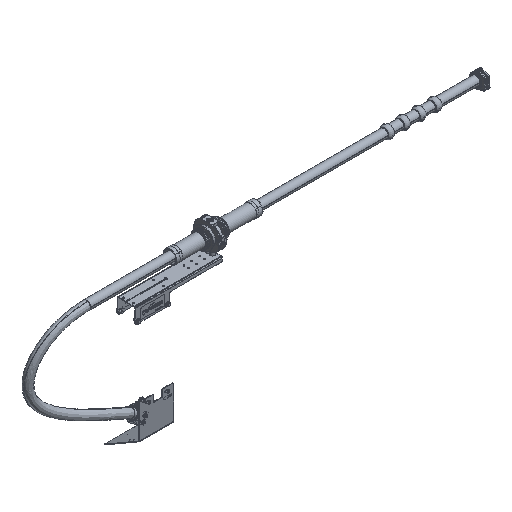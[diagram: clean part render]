
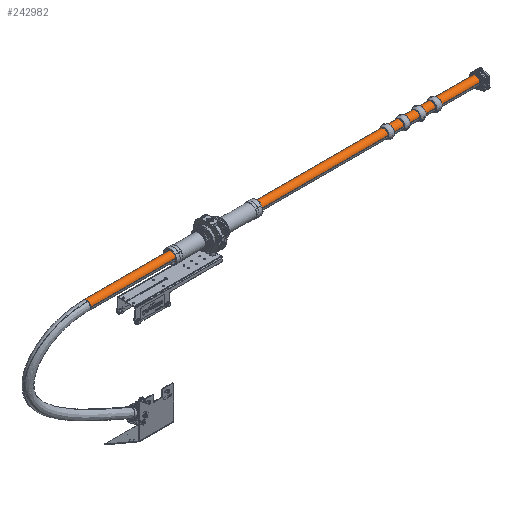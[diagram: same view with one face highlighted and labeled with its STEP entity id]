
A CAD part, isometric view. The second image highlights one B-rep face of the part: STEP entity #242982.
In plain terms, the highlighted cylindrical face has radius 27 mm (diameter 54 mm), a partial arc.
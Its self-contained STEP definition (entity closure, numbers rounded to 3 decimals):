
#47 = DIRECTION ( 'NONE',  ( 1., 0., 0. ) ) ;
#3126 = DIRECTION ( 'NONE',  ( 0., 0.298, -0.954 ) ) ;
#3736 = CIRCLE ( 'NONE', #285171, 27. ) ;
#31869 = CARTESIAN_POINT ( 'NONE',  ( -42.335, 0., 2581.252 ) ) ;
#33668 = CARTESIAN_POINT ( 'NONE',  ( -42.335, 27., 2581.252 ) ) ;
#44002 = EDGE_CURVE ( 'NONE', #237564, #184594, #3736, .T. ) ;
#48328 = DIRECTION ( 'NONE',  ( 0., 1., 0. ) ) ;
#48462 = VERTEX_POINT ( 'NONE', #277614 ) ;
#55121 = EDGE_CURVE ( 'NONE', #83842, #48462, #286356, .T. ) ;
#65770 = CIRCLE ( 'NONE', #77359, 27. ) ;
#66184 = DIRECTION ( 'NONE',  ( 1., 0., 0. ) ) ;
#70816 = ORIENTED_EDGE ( 'NONE', *, *, #202386, .F. ) ;
#71683 = CARTESIAN_POINT ( 'NONE',  ( -42.335, 0., 2581.252 ) ) ;
#77359 = AXIS2_PLACEMENT_3D ( 'NONE', #31869, #274536, #3126 ) ;
#83842 = VERTEX_POINT ( 'NONE', #120789 ) ;
#89314 = CARTESIAN_POINT ( 'NONE',  ( -42.335, -27., 2581.252 ) ) ;
#104136 = DIRECTION ( 'NONE',  ( 1., 0., 0. ) ) ;
#107392 = CARTESIAN_POINT ( 'NONE',  ( 2453.501, -27., 2581.252 ) ) ;
#109804 = DIRECTION ( 'NONE',  ( 0., 0.298, -0.954 ) ) ;
#120789 = CARTESIAN_POINT ( 'NONE',  ( -42.335, -8.059, 2607.021 ) ) ;
#127410 = AXIS2_PLACEMENT_3D ( 'NONE', #217304, #104136, #48328 ) ;
#149017 = ORIENTED_EDGE ( 'NONE', *, *, #273958, .T. ) ;
#150667 = LINE ( 'NONE', #208169, #157824 ) ;
#157824 = VECTOR ( 'NONE', #66184, 1000. ) ;
#181369 = DIRECTION ( 'NONE',  ( 0., 0.298, -0.954 ) ) ;
#184594 = VERTEX_POINT ( 'NONE', #107392 ) ;
#188277 = EDGE_CURVE ( 'NONE', #48462, #184594, #227657, .T. ) ;
#202386 = EDGE_CURVE ( 'NONE', #334874, #237564, #150667, .T. ) ;
#203699 = EDGE_LOOP ( 'NONE', ( #336353, #269825, #287230, #70816, #149017 ) ) ;
#208169 = CARTESIAN_POINT ( 'NONE',  ( -42.335, 27., 2581.252 ) ) ;
#217304 = CARTESIAN_POINT ( 'NONE',  ( -42.335, 0., 2581.252 ) ) ;
#227657 = LINE ( 'NONE', #89314, #353145 ) ;
#232996 = CARTESIAN_POINT ( 'NONE',  ( 2453.501, 27., 2581.252 ) ) ;
#237564 = VERTEX_POINT ( 'NONE', #232996 ) ;
#242982 = ADVANCED_FACE ( 'NONE', ( #267579 ), #294513, .T. ) ;
#267579 = FACE_OUTER_BOUND ( 'NONE', #203699, .T. ) ;
#269261 = DIRECTION ( 'NONE',  ( 1., 0., 0. ) ) ;
#269825 = ORIENTED_EDGE ( 'NONE', *, *, #188277, .T. ) ;
#273958 = EDGE_CURVE ( 'NONE', #334874, #83842, #65770, .T. ) ;
#274536 = DIRECTION ( 'NONE',  ( 1., 0., 0. ) ) ;
#277614 = CARTESIAN_POINT ( 'NONE',  ( -42.335, -27., 2581.252 ) ) ;
#285171 = AXIS2_PLACEMENT_3D ( 'NONE', #303653, #47, #109804 ) ;
#286356 = CIRCLE ( 'NONE', #332314, 27. ) ;
#287230 = ORIENTED_EDGE ( 'NONE', *, *, #44002, .F. ) ;
#294513 = CYLINDRICAL_SURFACE ( 'NONE', #127410, 27. ) ;
#303653 = CARTESIAN_POINT ( 'NONE',  ( 2453.501, 0., 2581.252 ) ) ;
#308443 = DIRECTION ( 'NONE',  ( 1., 0., 0. ) ) ;
#332314 = AXIS2_PLACEMENT_3D ( 'NONE', #71683, #269261, #181369 ) ;
#334874 = VERTEX_POINT ( 'NONE', #33668 ) ;
#336353 = ORIENTED_EDGE ( 'NONE', *, *, #55121, .T. ) ;
#353145 = VECTOR ( 'NONE', #308443, 1000. ) ;
